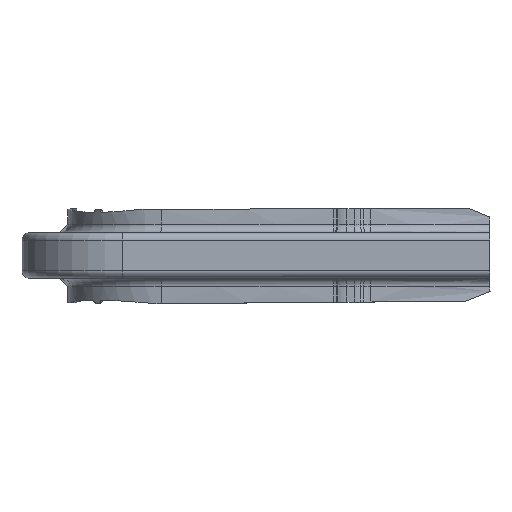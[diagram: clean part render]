
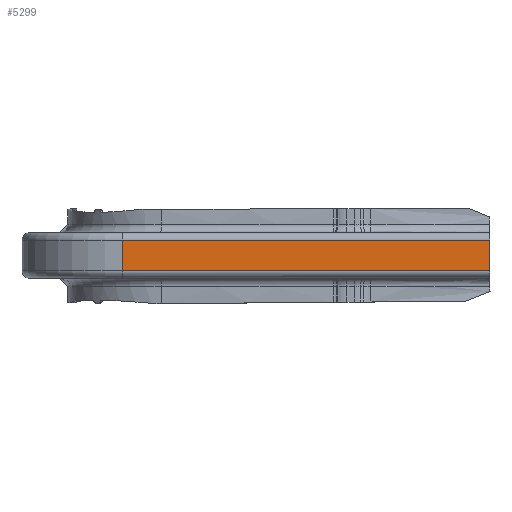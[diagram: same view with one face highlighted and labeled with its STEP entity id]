
A CAD part, left-side view. The second image highlights one B-rep face of the part: STEP entity #5299.
In plain terms, the highlighted planar face has unit normal (-1, 0, 0).
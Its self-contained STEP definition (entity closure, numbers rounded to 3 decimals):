
#5291=AXIS2_PLACEMENT_3D('Plane Axis2P3D',#5288,#5289,#5290) ;
#537=CARTESIAN_POINT('Vertex',(0.,-669.467,16.804)) ;
#540=CARTESIAN_POINT('Line Origine',(0.,-669.467,-4.9)) ;
#544=CARTESIAN_POINT('Vertex',(0.,-669.467,-26.604)) ;
#937=CARTESIAN_POINT('Line Origine',(0.,-423.14,-26.604)) ;
#941=CARTESIAN_POINT('Vertex',(0.,-144.,-26.604)) ;
#979=CARTESIAN_POINT('Vertex',(0.,-144.,16.804)) ;
#982=CARTESIAN_POINT('Line Origine',(0.,-423.14,16.804)) ;
#4542=CARTESIAN_POINT('Line Origine',(0.,-144.,0.)) ;
#5288=CARTESIAN_POINT('Axis2P3D Location',(0.,-144.,0.)) ;
#541=DIRECTION('Vector Direction',(0.,0.,-1.)) ;
#938=DIRECTION('Vector Direction',(0.,-1.,0.)) ;
#983=DIRECTION('Vector Direction',(0.,1.,0.)) ;
#4543=DIRECTION('Vector Direction',(0.,0.,1.)) ;
#5289=DIRECTION('Axis2P3D Direction',(-1.,0.,0.)) ;
#5290=DIRECTION('Axis2P3D XDirection',(0.,-1.,0.)) ;
#542=VECTOR('Line Direction',#541,1.) ;
#939=VECTOR('Line Direction',#938,1.) ;
#984=VECTOR('Line Direction',#983,1.) ;
#4544=VECTOR('Line Direction',#4543,1.) ;
#5294=ORIENTED_EDGE('',*,*,#986,.T.) ;
#5295=ORIENTED_EDGE('',*,*,#4546,.F.) ;
#5296=ORIENTED_EDGE('',*,*,#943,.F.) ;
#5297=ORIENTED_EDGE('',*,*,#546,.F.) ;
#5299=ADVANCED_FACE('Body.2',(#5298),#5292,.T.) ;
#546=EDGE_CURVE('',#538,#545,#543,.T.) ;
#943=EDGE_CURVE('',#545,#942,#940,.F.) ;
#986=EDGE_CURVE('',#538,#980,#985,.T.) ;
#4546=EDGE_CURVE('',#942,#980,#4545,.T.) ;
#5293=EDGE_LOOP('',(#5294,#5295,#5296,#5297)) ;
#5298=FACE_OUTER_BOUND('',#5293,.T.) ;
#543=LINE('Line',#540,#542) ;
#940=LINE('Line',#937,#939) ;
#985=LINE('Line',#982,#984) ;
#4545=LINE('Line',#4542,#4544) ;
#5292=PLANE('',#5291) ;
#538=VERTEX_POINT('',#537) ;
#545=VERTEX_POINT('',#544) ;
#942=VERTEX_POINT('',#941) ;
#980=VERTEX_POINT('',#979) ;
